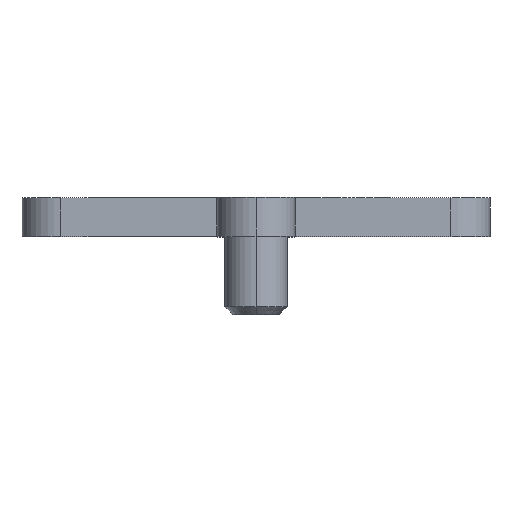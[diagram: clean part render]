
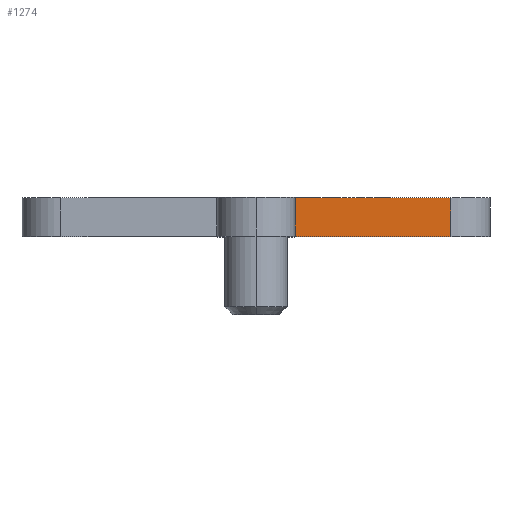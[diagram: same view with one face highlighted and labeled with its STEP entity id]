
A CAD part, top view. The second image highlights one B-rep face of the part: STEP entity #1274.
In plain terms, the highlighted planar face has unit normal (0, 0, 1).
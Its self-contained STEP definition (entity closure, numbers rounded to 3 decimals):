
#58 = VECTOR ( 'NONE', #1353, 1000. ) ;
#81 = EDGE_CURVE ( 'NONE', #378, #768, #640, .T. ) ;
#85 = FACE_OUTER_BOUND ( 'NONE', #1089, .T. ) ;
#94 = ORIENTED_EDGE ( 'NONE', *, *, #1134, .F. ) ;
#122 = DIRECTION ( 'NONE',  ( 0., -1., 0. ) ) ;
#133 = AXIS2_PLACEMENT_3D ( 'NONE', #636, #542, #972 ) ;
#153 = VECTOR ( 'NONE', #610, 1000. ) ;
#158 = EDGE_CURVE ( 'NONE', #378, #1222, #439, .T. ) ;
#213 = PLANE ( 'NONE',  #133 ) ;
#256 = EDGE_CURVE ( 'NONE', #768, #289, #296, .T. ) ;
#289 = VERTEX_POINT ( 'NONE', #588 ) ;
#296 = LINE ( 'NONE', #333, #153 ) ;
#333 = CARTESIAN_POINT ( 'NONE',  ( 25., 10., 5. ) ) ;
#378 = VERTEX_POINT ( 'NONE', #1113 ) ;
#439 = LINE ( 'NONE', #514, #1116 ) ;
#514 = CARTESIAN_POINT ( 'NONE',  ( 25., 15., 5. ) ) ;
#542 = DIRECTION ( 'NONE',  ( 0., 0., -1. ) ) ;
#588 = CARTESIAN_POINT ( 'NONE',  ( 25., 10., 5. ) ) ;
#604 = VECTOR ( 'NONE', #122, 1000. ) ;
#610 = DIRECTION ( 'NONE',  ( 1., 0., 0. ) ) ;
#624 = CARTESIAN_POINT ( 'NONE',  ( 5., 10., 5. ) ) ;
#636 = CARTESIAN_POINT ( 'NONE',  ( 25., 15., 5. ) ) ;
#640 = LINE ( 'NONE', #1080, #604 ) ;
#701 = ORIENTED_EDGE ( 'NONE', *, *, #158, .F. ) ;
#755 = DIRECTION ( 'NONE',  ( 1., 0., 0. ) ) ;
#768 = VERTEX_POINT ( 'NONE', #624 ) ;
#811 = CARTESIAN_POINT ( 'NONE',  ( 25., 15., 5. ) ) ;
#972 = DIRECTION ( 'NONE',  ( -1., 0., 0. ) ) ;
#1046 = CARTESIAN_POINT ( 'NONE',  ( 25., 15., 5. ) ) ;
#1080 = CARTESIAN_POINT ( 'NONE',  ( 5., 15., 5. ) ) ;
#1089 = EDGE_LOOP ( 'NONE', ( #701, #1131, #1254, #94 ) ) ;
#1113 = CARTESIAN_POINT ( 'NONE',  ( 5., 15., 5. ) ) ;
#1116 = VECTOR ( 'NONE', #755, 1000. ) ;
#1131 = ORIENTED_EDGE ( 'NONE', *, *, #81, .T. ) ;
#1134 = EDGE_CURVE ( 'NONE', #1222, #289, #1135, .T. ) ;
#1135 = LINE ( 'NONE', #811, #58 ) ;
#1222 = VERTEX_POINT ( 'NONE', #1046 ) ;
#1254 = ORIENTED_EDGE ( 'NONE', *, *, #256, .T. ) ;
#1274 = ADVANCED_FACE ( 'NONE', ( #85 ), #213, .F. ) ;
#1353 = DIRECTION ( 'NONE',  ( 0., -1., 0. ) ) ;
